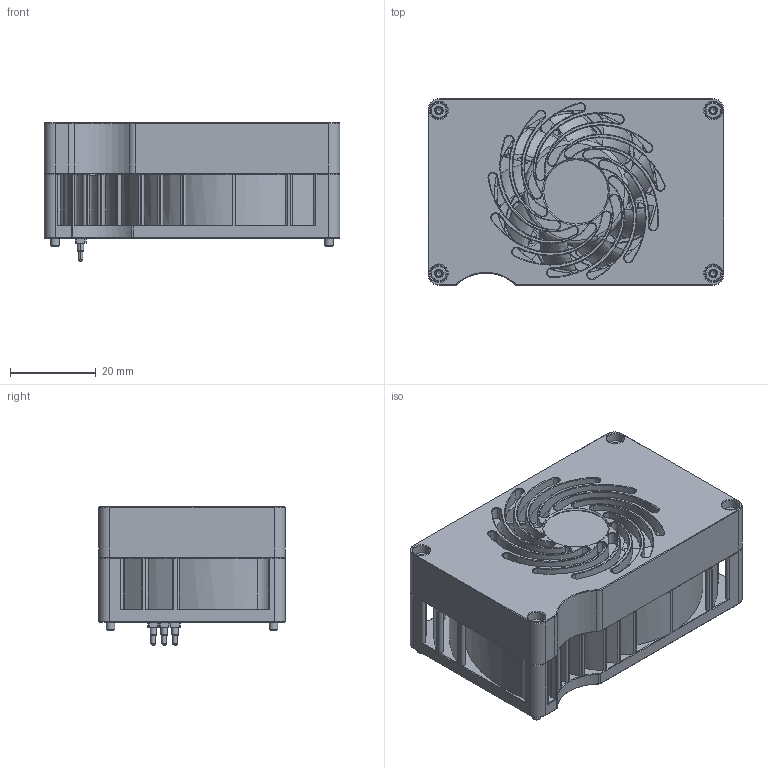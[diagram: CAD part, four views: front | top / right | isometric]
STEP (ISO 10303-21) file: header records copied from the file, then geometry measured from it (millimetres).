
FILE_DESCRIPTION(/* description */ (''),/* implementation_level */ '2;1');
FILE_NAME(/* name */ 'ADPT-MX-MTP-FAN-COOLER.stp',/* time_stamp */ '2022-06-03T13:39:13+02:00',/* author */ (''),/* organization */ (''),/* preprocessor_version */ 'ST-DEVELOPER v16.7',/* originating_system */ 'SIEMENS PLM Software NX 1907',/* authorisation */ '');
FILE_SCHEMA (('AUTOMOTIVE_DESIGN { 1 0 10303 214 3 1 1 1 }'));
Products named in the file (8): MECH-ESD-RING; SROB-M2x4-CUST; FAN-12VDC-ASB0412VHA-AF0B; CONN-824-22-003-00-005000-3POS; SROB-M2X25-IMBUS-STNLS; MECH-ADPT-MTP-CVR-F; MECH-ADPT-MTP-HTS-F; ADPT-MX-MTP-FAN-COOLER
Assembly tree (15 placements, depth 2):
  ADPT-MX-MTP-FAN-COOLER
    MECH-ADPT-MTP-HTS-F
    MECH-ADPT-MTP-CVR-F
    SROB-M2X25-IMBUS-STNLS  x4
    CONN-824-22-003-00-005000-3POS
    FAN-12VDC-ASB0412VHA-AF0B
    SROB-M2x4-CUST  x3
    MECH-ESD-RING  x4
Bounding box: 69 x 43.6 x 32.39 mm (x, y, z)
Volume: 51910.4 mm3; surface area: 42139.4 mm2
Topology: 19 solids, 19 shells, 1738 faces, 4419 edges, 2749 vertices
Faces by surface type: plane 548, cylinder 502, cone 392, bspline 258, torus 32, sphere 6
Full cylindrical faces by diameter (mm): 1.3 x4, 1.6 x3, 1.9 x3, 2 x8, 2.1 x8, 2.4 x4, 3 x3, 3.8 x4, 4.1 x4, 4.6 x4, 5 x4, 15 x1, 38 x1
Entity records: 63444 total; most frequent: CARTESIAN_POINT 25834, ORIENTED_EDGE 8058, DIRECTION 7357, EDGE_CURVE 4029, AXIS2_PLACEMENT_3D 2897, VERTEX_POINT 2550, EDGE_LOOP 1770, ADVANCED_FACE 1600
